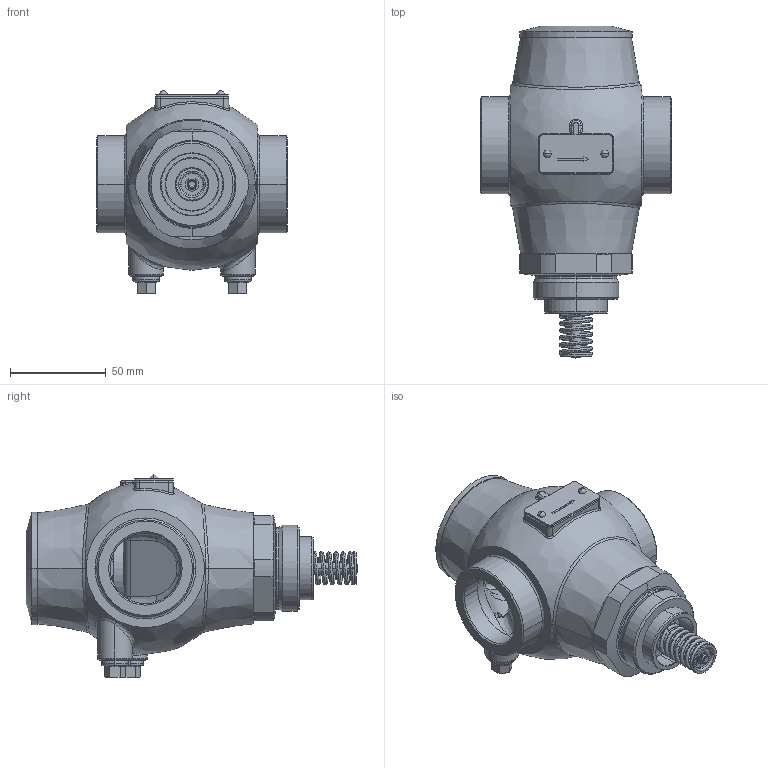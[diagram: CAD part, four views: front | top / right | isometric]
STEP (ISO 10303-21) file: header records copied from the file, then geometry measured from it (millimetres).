
FILE_DESCRIPTION((''),'2;1');
FILE_NAME('065B0794','2010-01-04T',('u243613'),('Danfoss Trata d.o.o.'),'PRO/ENGINEER BY PARAMETRIC TECHNOLOGY CORPORATION, 2009230','PRO/ENGINEER BY PARAMETRIC TECHNOLOGY CORPORATION, 2009230','');
FILE_SCHEMA(('CONFIG_CONTROL_DESIGN'));
Length unit declared in the file: millimetre
Products named in the file (1): 065B0794
Bounding box: 100 x 173.8 x 106 mm (x, y, z)
Volume: 396296.4 mm3; surface area: 93313.7 mm2
Topology: 1 solids, 1 shells, 663 faces, 1503 edges, 881 vertices
Faces by surface type: cylinder 182, plane 182, bspline 102, torus 97, cone 93, sphere 7
Entity records: 41078 total; most frequent: CARTESIAN_POINT 26721, DIRECTION 3033, ORIENTED_EDGE 2990, EDGE_CURVE 1495, AXIS2_PLACEMENT_3D 1299, VERTEX_POINT 881, CIRCLE 738, EDGE_LOOP 724
